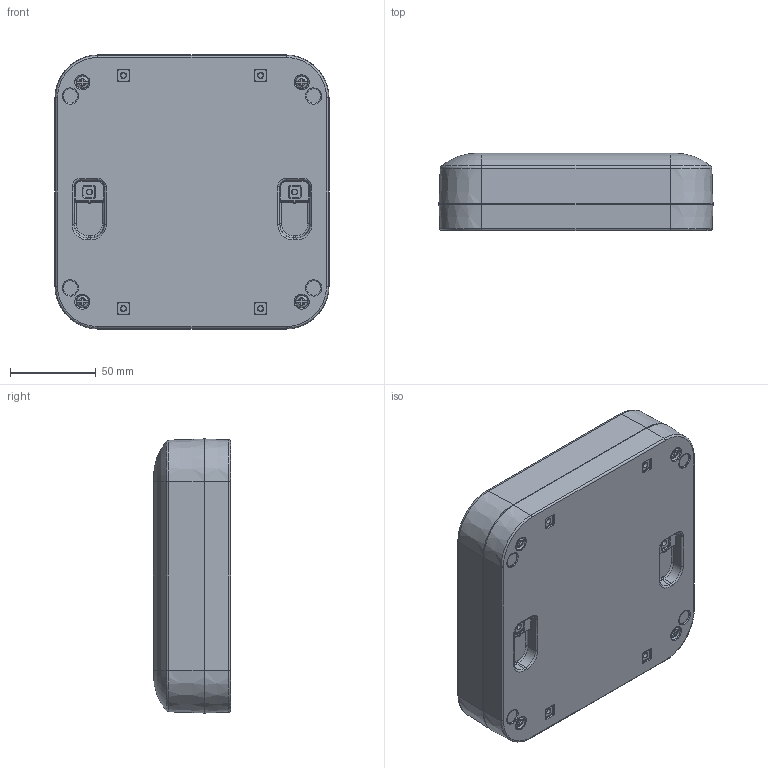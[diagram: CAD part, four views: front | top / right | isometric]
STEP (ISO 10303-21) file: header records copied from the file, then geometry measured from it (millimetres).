
FILE_DESCRIPTION (( 'STEP AP203' ), '1' );
FILE_NAME ('1557FBK.step', '2020-11-14T14:42:38', ( 'ADC123' ), ( 'Microsoft' ), 'SwSTEP 2.0', 'SolidWorks 2019', '' );
FILE_SCHEMA (( 'CONFIG_CONTROL_DESIGN' ));
Length unit declared in the file: inch
Products named in the file (6): IN-M4 (insert M4-0.7X5.75mm SS) KNURLS; 1557FBK; 1557F Bottom; 1557F TOP; 1557F gasket; SC576 (screw M4-0.7X 20mm PN)
Assembly tree (11 placements, depth 2):
  1557FBK
    1557F Bottom
    1557F TOP
    1557F gasket
    IN-M4 (insert M4-0.7X5.75mm SS) KNURLS  x4
    SC576 (screw M4-0.7X 20mm PN)  x4
Bounding box: 160 x 45 x 160 mm (x, y, z)
Volume: 253256.4 mm3; surface area: 177293.7 mm2
Topology: 11 solids, 11 shells, 2489 faces, 6477 edges, 4146 vertices
Faces by surface type: bspline 961, plane 795, cylinder 473, cone 228, torus 32
Full cylindrical faces by diameter (mm): 1.8 x12, 3.251 x4, 3.43 x4, 3.88 x4, 5 x1, 5.334 x4, 5.537 x8, 10 x1
Entity records: 83758 total; most frequent: CARTESIAN_POINT 41568, ORIENTED_EDGE 9778, DIRECTION 6188, EDGE_CURVE 4889, VERTEX_POINT 3165, EDGE_LOOP 2278, LINE 2238, VECTOR 2238
